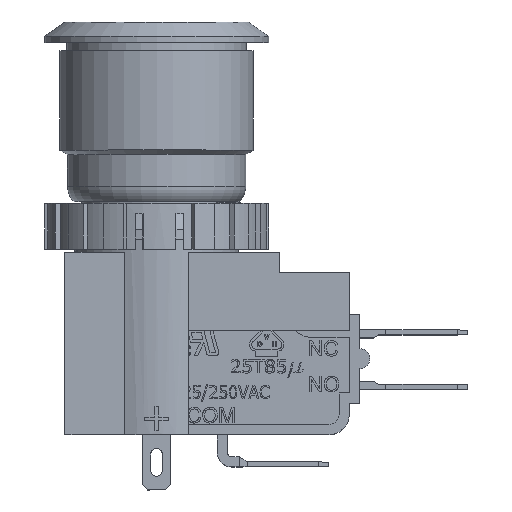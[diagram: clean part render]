
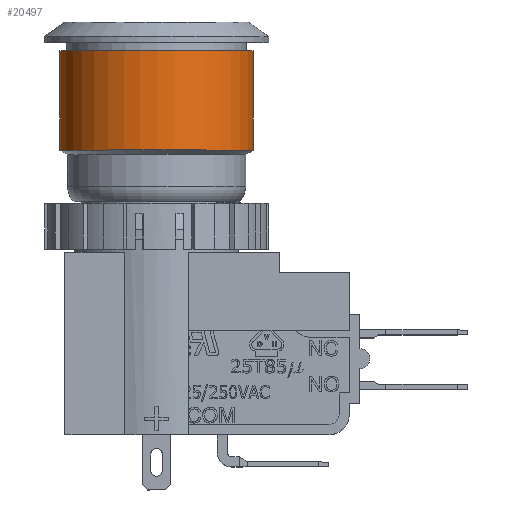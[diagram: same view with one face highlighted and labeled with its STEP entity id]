
A CAD part, top view. The second image highlights one B-rep face of the part: STEP entity #20497.
In plain terms, the highlighted cylindrical face has radius 9.5 mm (diameter 19 mm), a full revolution.
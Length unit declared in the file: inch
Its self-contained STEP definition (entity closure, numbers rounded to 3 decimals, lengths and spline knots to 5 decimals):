
#1662=FACE_OUTER_BOUND('',#2807,.T.);
#2807=EDGE_LOOP('',(#14621,#14622,#14623,#14624,#14625,#14626));
#4009=CIRCLE('',#21751,0.37402);
#4010=CIRCLE('',#21752,0.37402);
#4013=CIRCLE('',#21756,0.37402);
#4014=CIRCLE('',#21757,0.37402);
#4519=LINE('',#28433,#6809);
#6809=VECTOR('',#23469,0.37402);
#9082=VERTEX_POINT('',#28420);
#9083=VERTEX_POINT('',#28421);
#9086=VERTEX_POINT('',#28430);
#9087=VERTEX_POINT('',#28431);
#11232=EDGE_CURVE('',#9082,#9083,#4009,.T.);
#11233=EDGE_CURVE('',#9083,#9082,#4010,.T.);
#11237=EDGE_CURVE('',#9086,#9087,#4013,.T.);
#11238=EDGE_CURVE('',#9087,#9083,#4519,.T.);
#11239=EDGE_CURVE('',#9087,#9086,#4014,.T.);
#14621=ORIENTED_EDGE('',*,*,#11237,.T.);
#14622=ORIENTED_EDGE('',*,*,#11238,.T.);
#14623=ORIENTED_EDGE('',*,*,#11232,.F.);
#14624=ORIENTED_EDGE('',*,*,#11233,.F.);
#14625=ORIENTED_EDGE('',*,*,#11238,.F.);
#14626=ORIENTED_EDGE('',*,*,#11239,.T.);
#20273=CYLINDRICAL_SURFACE('',#21755,0.37402);
#20497=ADVANCED_FACE('',(#1662),#20273,.T.);
#21751=AXIS2_PLACEMENT_3D('',#28422,#23456,#23457);
#21752=AXIS2_PLACEMENT_3D('',#28423,#23458,#23459);
#21755=AXIS2_PLACEMENT_3D('',#28429,#23465,#23466);
#21756=AXIS2_PLACEMENT_3D('',#28432,#23467,#23468);
#21757=AXIS2_PLACEMENT_3D('',#28434,#23470,#23471);
#23456=DIRECTION('center_axis',(0.,-1.,0.));
#23457=DIRECTION('ref_axis',(-1.,0.,0.));
#23458=DIRECTION('center_axis',(0.,-1.,0.));
#23459=DIRECTION('ref_axis',(-1.,0.,0.));
#23465=DIRECTION('center_axis',(0.,1.,0.));
#23466=DIRECTION('ref_axis',(1.,0.,0.));
#23467=DIRECTION('center_axis',(0.,-1.,0.));
#23468=DIRECTION('ref_axis',(1.,0.,0.));
#23469=DIRECTION('',(0.,-1.,0.));
#23470=DIRECTION('center_axis',(0.,-1.,0.));
#23471=DIRECTION('ref_axis',(1.,0.,0.));
#28420=CARTESIAN_POINT('',(-0.40945,0.80571,0.20276));
#28421=CARTESIAN_POINT('',(-1.15748,0.80571,0.20276));
#28422=CARTESIAN_POINT('Origin',(-0.78346,0.80571,0.20276));
#28423=CARTESIAN_POINT('Origin',(-0.78346,0.80571,0.20276));
#28429=CARTESIAN_POINT('Origin',(-0.78346,1.00492,0.20276));
#28430=CARTESIAN_POINT('',(-0.40945,1.18996,0.20276));
#28431=CARTESIAN_POINT('',(-1.15748,1.18996,0.20276));
#28432=CARTESIAN_POINT('Origin',(-0.78346,1.18996,0.20276));
#28433=CARTESIAN_POINT('',(-1.15748,1.00492,0.20276));
#28434=CARTESIAN_POINT('Origin',(-0.78346,1.18996,0.20276));
